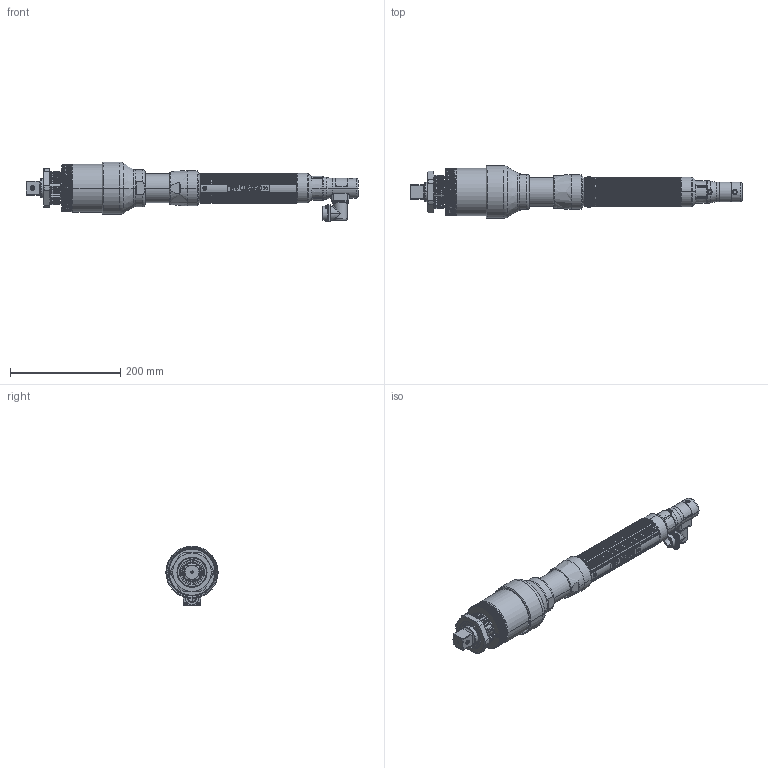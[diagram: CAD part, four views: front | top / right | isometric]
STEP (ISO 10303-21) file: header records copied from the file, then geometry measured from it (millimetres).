
FILE_DESCRIPTION((''),'2;1');
FILE_NAME('EB55MB5-800','2012-09-26T',('EJF1116'),(''),'PRO/ENGINEER BY PARAMETRIC TECHNOLOGY CORPORATION, 2010430','PRO/ENGINEER BY PARAMETRIC TECHNOLOGY CORPORATION, 2010430','');
FILE_SCHEMA(('CONFIG_CONTROL_DESIGN'));
Length unit declared in the file: inch
Products named in the file (1): EB55MB5-800
Bounding box: 601.96 x 95 x 108.71 mm (x, y, z)
Surface area: 188549.1 mm2 (no closed solid volume)
Topology: 0 solids, 159 shells, 587 faces, 3372 edges, 2820 vertices
Faces by surface type: cylinder 264, plane 128, cone 55, torus 47, extrusion 46, bspline 45, sphere 2
Entity records: 47301 total; most frequent: CARTESIAN_POINT 23329, DIRECTION 4473, ORIENTED_EDGE 4227, EDGE_CURVE 3370, VERTEX_POINT 2820, VECTOR 1625, LINE 1579, AXIS2_PLACEMENT_3D 1424
